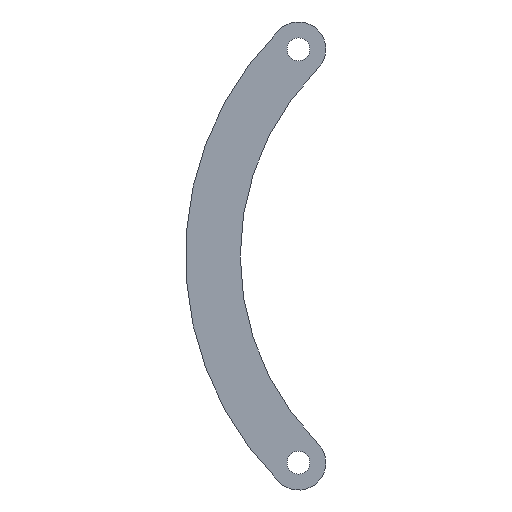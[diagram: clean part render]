
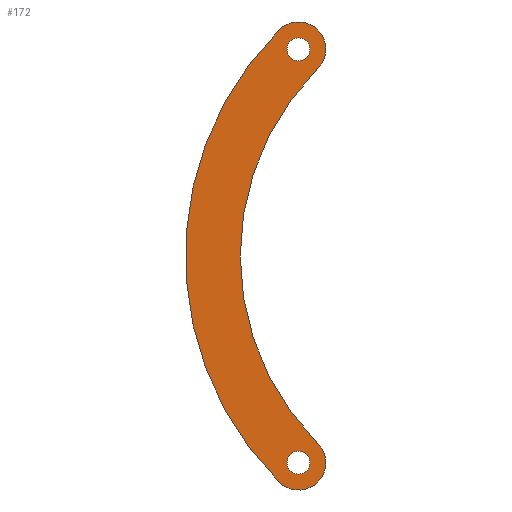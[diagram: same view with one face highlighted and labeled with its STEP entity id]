
A CAD part, left-side view. The second image highlights one B-rep face of the part: STEP entity #172.
In plain terms, the highlighted planar face has unit normal (-1, 0, 0).
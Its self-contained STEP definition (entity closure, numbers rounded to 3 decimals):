
#1=CARTESIAN_POINT('',(0.,45.255,-45.255));
#2=DIRECTION('',(-1.,0.,0.));
#3=DIRECTION('',(0.,-1.,0.));
#4=AXIS2_PLACEMENT_3D('',#1,#2,#3);
#6=CARTESIAN_POINT('',(0.,45.255,-45.255));
#7=DIRECTION('',(-1.,0.,0.));
#8=DIRECTION('',(0.,1.,0.));
#9=AXIS2_PLACEMENT_3D('',#6,#7,#8);
#11=CARTESIAN_POINT('',(0.,45.255,45.255));
#12=DIRECTION('',(-1.,0.,0.));
#13=DIRECTION('',(0.,-1.,0.));
#14=AXIS2_PLACEMENT_3D('',#11,#12,#13);
#16=CARTESIAN_POINT('',(0.,45.255,45.255));
#17=DIRECTION('',(-1.,0.,0.));
#18=DIRECTION('',(0.,1.,0.));
#19=AXIS2_PLACEMENT_3D('',#16,#17,#18);
#21=CARTESIAN_POINT('',(0.,0.,0.));
#22=DIRECTION('',(1.,0.,0.));
#23=DIRECTION('',(0.,0.707,-0.707));
#24=AXIS2_PLACEMENT_3D('',#21,#22,#23);
#26=CARTESIAN_POINT('',(0.,45.255,45.255));
#27=DIRECTION('',(1.,0.,0.));
#28=DIRECTION('',(0.,0.707,0.707));
#29=AXIS2_PLACEMENT_3D('',#26,#27,#28);
#31=CARTESIAN_POINT('',(0.,0.,0.));
#32=DIRECTION('',(-1.,0.,0.));
#33=DIRECTION('',(0.,0.707,0.707));
#34=AXIS2_PLACEMENT_3D('',#31,#32,#33);
#36=CARTESIAN_POINT('',(0.,45.255,-45.255));
#37=DIRECTION('',(1.,0.,0.));
#38=DIRECTION('',(0.,-0.707,0.707));
#39=AXIS2_PLACEMENT_3D('',#36,#37,#38);
#113=CARTESIAN_POINT('',(0.,42.755,-45.255));
#114=CARTESIAN_POINT('',(0.,47.755,-45.255));
#115=VERTEX_POINT('',#113);
#116=VERTEX_POINT('',#114);
#117=CARTESIAN_POINT('',(0.,42.755,45.255));
#118=CARTESIAN_POINT('',(0.,47.755,45.255));
#119=VERTEX_POINT('',#117);
#120=VERTEX_POINT('',#118);
#121=CARTESIAN_POINT('',(0.,49.497,-49.497));
#122=CARTESIAN_POINT('',(0.,49.497,49.497));
#123=VERTEX_POINT('',#121);
#124=VERTEX_POINT('',#122);
#125=CARTESIAN_POINT('',(0.,41.012,41.012));
#126=VERTEX_POINT('',#125);
#127=CARTESIAN_POINT('',(0.,41.012,-41.012));
#128=VERTEX_POINT('',#127);
#145=CARTESIAN_POINT('',(0.,0.,0.));
#146=DIRECTION('',(1.,0.,0.));
#147=DIRECTION('',(0.,-1.,0.));
#148=AXIS2_PLACEMENT_3D('',#145,#146,#147);
#149=PLANE('',#148);
#151=ORIENTED_EDGE('',*,*,#150,.T.);
#153=ORIENTED_EDGE('',*,*,#152,.T.);
#155=ORIENTED_EDGE('',*,*,#154,.T.);
#157=ORIENTED_EDGE('',*,*,#156,.T.);
#158=EDGE_LOOP('',(#151,#153,#155,#157));
#159=FACE_OUTER_BOUND('',#158,.F.);
#161=ORIENTED_EDGE('',*,*,#160,.T.);
#163=ORIENTED_EDGE('',*,*,#162,.T.);
#164=EDGE_LOOP('',(#161,#163));
#165=FACE_BOUND('',#164,.F.);
#167=ORIENTED_EDGE('',*,*,#166,.T.);
#169=ORIENTED_EDGE('',*,*,#168,.T.);
#170=EDGE_LOOP('',(#167,#169));
#171=FACE_BOUND('',#170,.F.);
#172=ADVANCED_FACE('',(#159,#165,#171),#149,.F.);
#5=CIRCLE('',#4,2.5);
#10=CIRCLE('',#9,2.5);
#15=CIRCLE('',#14,2.5);
#20=CIRCLE('',#19,2.5);
#25=CIRCLE('',#24,70.);
#30=CIRCLE('',#29,6.);
#35=CIRCLE('',#34,58.);
#40=CIRCLE('',#39,6.);
#150=EDGE_CURVE('',#123,#124,#25,.T.);
#152=EDGE_CURVE('',#124,#126,#30,.T.);
#154=EDGE_CURVE('',#126,#128,#35,.T.);
#156=EDGE_CURVE('',#128,#123,#40,.T.);
#160=EDGE_CURVE('',#119,#120,#15,.T.);
#162=EDGE_CURVE('',#120,#119,#20,.T.);
#166=EDGE_CURVE('',#115,#116,#5,.T.);
#168=EDGE_CURVE('',#116,#115,#10,.T.);
